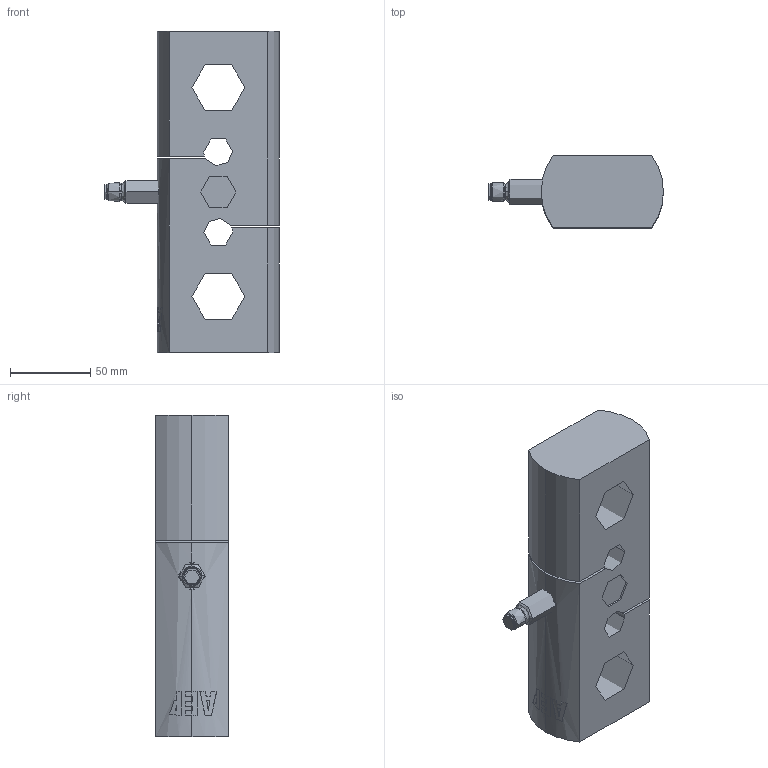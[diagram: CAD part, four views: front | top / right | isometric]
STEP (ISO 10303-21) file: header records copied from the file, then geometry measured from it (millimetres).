
FILE_DESCRIPTION(('STEP AP214'),'1');
FILE_NAME('T20-AMP up to 10t.stp','2015-05-14T15:43:36',(' '),(' '),'Spatial InterOp 3D',' ',' ');
FILE_SCHEMA(('automotive_design'));
Length unit declared in the file: millimetre
Products named in the file (4): T20-AMP up to 10t; T20 10t body; fairlead; Contacts
Assembly tree (3 placements, depth 2):
  T20-AMP up to 10t
    T20 10t body
    fairlead
    Contacts
Bounding box: 108.78 x 45 x 200 mm (x, y, z)
Volume: 539983.8 mm3
Topology: 8 solids, 19 shells, 169 faces, 396 edges, 270 vertices
Faces by surface type: cylinder 79, plane 63, torus 14, bspline 9, cone 4
Full cylindrical faces by diameter (mm): 8.5 x2
Entity records: 6824 total; most frequent: CARTESIAN_POINT 1208, DIRECTION 946, ORIENTED_EDGE 800, EDGE_CURVE 410, AXIS2_PLACEMENT_3D 392, VERTEX_POINT 278, CIRCLE 226, EDGE_LOOP 194
